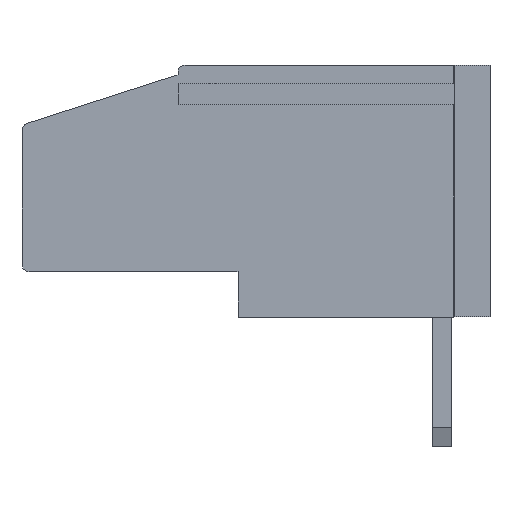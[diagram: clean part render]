
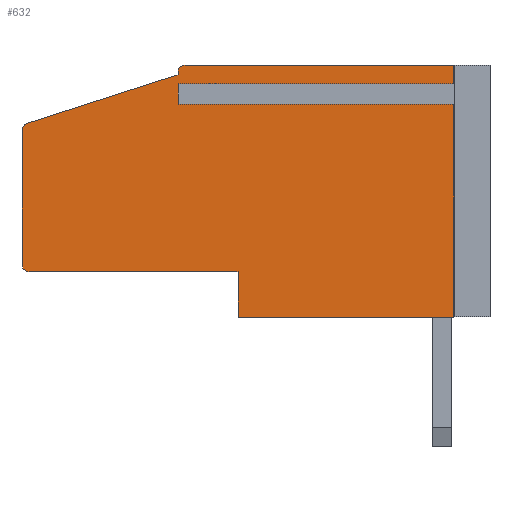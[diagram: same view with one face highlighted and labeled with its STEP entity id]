
A CAD part, left-side view. The second image highlights one B-rep face of the part: STEP entity #632.
In plain terms, the highlighted planar face has unit normal (-1, 0, 0).
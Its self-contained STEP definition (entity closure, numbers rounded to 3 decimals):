
#265 = DIRECTION ( 'NONE',  ( 0., 0., 1. ) ) ;
#267 = CARTESIAN_POINT ( 'NONE',  ( 0., 19.2, 1.9 ) ) ;
#351 = DIRECTION ( 'NONE',  ( -1., 0., 0. ) ) ;
#421 = DIRECTION ( 'NONE',  ( 0., -1., 0. ) ) ;
#509 = EDGE_CURVE ( 'NONE', #7416, #24171, #20701, .T. ) ;
#580 = EDGE_CURVE ( 'NONE', #6427, #13005, #6347, .T. ) ;
#632 = ADVANCED_FACE ( 'NONE', ( #20633 ), #9453, .F. ) ;
#862 = CARTESIAN_POINT ( 'NONE',  ( 0., 1.5, 9.502 ) ) ;
#1325 = CARTESIAN_POINT ( 'NONE',  ( 0., 19.5, 1.9 ) ) ;
#1506 = ORIENTED_EDGE ( 'NONE', *, *, #21154, .F. ) ;
#1697 = VERTEX_POINT ( 'NONE', #23756 ) ;
#1708 = VECTOR ( 'NONE', #1728, 1000. ) ;
#1728 = DIRECTION ( 'NONE',  ( 0., 0., -1. ) ) ;
#1828 = VERTEX_POINT ( 'NONE', #27607 ) ;
#3115 = EDGE_CURVE ( 'NONE', #24059, #14346, #12498, .T. ) ;
#3211 = VECTOR ( 'NONE', #3749, 1000. ) ;
#3604 = CARTESIAN_POINT ( 'NONE',  ( 0., 13., 10.2 ) ) ;
#3711 = VERTEX_POINT ( 'NONE', #15835 ) ;
#3749 = DIRECTION ( 'NONE',  ( 0., -0.952, 0.307 ) ) ;
#4105 = DIRECTION ( 'NONE',  ( 0., -1., 0. ) ) ;
#4181 = ORIENTED_EDGE ( 'NONE', *, *, #20398, .F. ) ;
#4185 = CARTESIAN_POINT ( 'NONE',  ( 0., 19.2, 2.2 ) ) ;
#4248 = DIRECTION ( 'NONE',  ( 0., 0., 1. ) ) ;
#4488 = CIRCLE ( 'NONE', #11524, 0.3 ) ;
#6242 = AXIS2_PLACEMENT_3D ( 'NONE', #4185, #19801, #8507 ) ;
#6347 = LINE ( 'NONE', #10738, #13146 ) ;
#6427 = VERTEX_POINT ( 'NONE', #28587 ) ;
#6449 = CARTESIAN_POINT ( 'NONE',  ( 0., 12.7, 10.5 ) ) ;
#6590 = VERTEX_POINT ( 'NONE', #28917 ) ;
#7343 = LINE ( 'NONE', #16318, #13230 ) ;
#7416 = VERTEX_POINT ( 'NONE', #24722 ) ;
#7869 = VECTOR ( 'NONE', #27188, 1000. ) ;
#8507 = DIRECTION ( 'NONE',  ( 0., 0., -1. ) ) ;
#8841 = VERTEX_POINT ( 'NONE', #24161 ) ;
#9261 = EDGE_CURVE ( 'NONE', #20426, #7416, #19599, .T. ) ;
#9426 = CARTESIAN_POINT ( 'NONE',  ( 0., 19.5, 0. ) ) ;
#9453 = PLANE ( 'NONE',  #16465 ) ;
#9576 = EDGE_CURVE ( 'NONE', #6590, #6427, #24321, .T. ) ;
#9910 = ORIENTED_EDGE ( 'NONE', *, *, #9261, .F. ) ;
#10318 = ORIENTED_EDGE ( 'NONE', *, *, #580, .F. ) ;
#10458 = CIRCLE ( 'NONE', #20332, 0.3 ) ;
#10738 = CARTESIAN_POINT ( 'NONE',  ( 0., 13., 9.098 ) ) ;
#10777 = VECTOR ( 'NONE', #28914, 1000. ) ;
#11071 = CARTESIAN_POINT ( 'NONE',  ( 0., 19.5, 2.2 ) ) ;
#11524 = AXIS2_PLACEMENT_3D ( 'NONE', #20173, #22546, #27316 ) ;
#11753 = VECTOR ( 'NONE', #20254, 1000. ) ;
#12129 = EDGE_LOOP ( 'NONE', ( #1506, #13289, #17106, #15728, #15113, #4181, #10318, #25738, #26834, #12747, #9910, #12527, #22378, #14902, #28679 ) ) ;
#12498 = LINE ( 'NONE', #1325, #12976 ) ;
#12527 = ORIENTED_EDGE ( 'NONE', *, *, #26050, .T. ) ;
#12747 = ORIENTED_EDGE ( 'NONE', *, *, #509, .F. ) ;
#12784 = EDGE_CURVE ( 'NONE', #8841, #1697, #24927, .T. ) ;
#12898 = LINE ( 'NONE', #17486, #1708 ) ;
#12976 = VECTOR ( 'NONE', #20161, 1000. ) ;
#13005 = VERTEX_POINT ( 'NONE', #15646 ) ;
#13146 = VECTOR ( 'NONE', #4105, 1000. ) ;
#13230 = VECTOR ( 'NONE', #265, 1000. ) ;
#13289 = ORIENTED_EDGE ( 'NONE', *, *, #25824, .T. ) ;
#13329 = EDGE_CURVE ( 'NONE', #8841, #24059, #7343, .T. ) ;
#13581 = VERTEX_POINT ( 'NONE', #11071 ) ;
#14058 = CARTESIAN_POINT ( 'NONE',  ( 0., 1.5, 10.5 ) ) ;
#14346 = VERTEX_POINT ( 'NONE', #267 ) ;
#14902 = ORIENTED_EDGE ( 'NONE', *, *, #24454, .F. ) ;
#15113 = ORIENTED_EDGE ( 'NONE', *, *, #12784, .T. ) ;
#15126 = CARTESIAN_POINT ( 'NONE',  ( 0., 19.5, 8. ) ) ;
#15453 = CARTESIAN_POINT ( 'NONE',  ( 0., 13., 9.502 ) ) ;
#15501 = DIRECTION ( 'NONE',  ( 0., 0., -1. ) ) ;
#15646 = CARTESIAN_POINT ( 'NONE',  ( 0., 1.5, 9.098 ) ) ;
#15728 = ORIENTED_EDGE ( 'NONE', *, *, #13329, .F. ) ;
#15835 = CARTESIAN_POINT ( 'NONE',  ( 0., 19.292, 8.067 ) ) ;
#15947 = LINE ( 'NONE', #22862, #17094 ) ;
#16318 = CARTESIAN_POINT ( 'NONE',  ( 0., 10.5, 1.9 ) ) ;
#16465 = AXIS2_PLACEMENT_3D ( 'NONE', #23200, #17989, #15501 ) ;
#17094 = VECTOR ( 'NONE', #24961, 1000. ) ;
#17106 = ORIENTED_EDGE ( 'NONE', *, *, #3115, .F. ) ;
#17402 = CARTESIAN_POINT ( 'NONE',  ( 0., 19.5, 10.5 ) ) ;
#17486 = CARTESIAN_POINT ( 'NONE',  ( 0., 1.5, 10.5 ) ) ;
#17989 = DIRECTION ( 'NONE',  ( 1., 0., 0. ) ) ;
#18186 = EDGE_CURVE ( 'NONE', #6590, #24171, #15947, .T. ) ;
#18187 = DIRECTION ( 'NONE',  ( 0., 0., -1. ) ) ;
#18405 = CARTESIAN_POINT ( 'NONE',  ( 0., 19.5, 7.782 ) ) ;
#18493 = VERTEX_POINT ( 'NONE', #3604 ) ;
#19599 = LINE ( 'NONE', #17402, #21566 ) ;
#19801 = DIRECTION ( 'NONE',  ( -1., 0., 0. ) ) ;
#20161 = DIRECTION ( 'NONE',  ( 0., 1., 0. ) ) ;
#20173 = CARTESIAN_POINT ( 'NONE',  ( 0., 19.2, 7.782 ) ) ;
#20254 = DIRECTION ( 'NONE',  ( 0., 0., -1. ) ) ;
#20332 = AXIS2_PLACEMENT_3D ( 'NONE', #27101, #351, #18187 ) ;
#20398 = EDGE_CURVE ( 'NONE', #13005, #1697, #12898, .T. ) ;
#20426 = VERTEX_POINT ( 'NONE', #6449 ) ;
#20633 = FACE_OUTER_BOUND ( 'NONE', #12129, .T. ) ;
#20701 = LINE ( 'NONE', #14058, #11753 ) ;
#21154 = EDGE_CURVE ( 'NONE', #13581, #29025, #27018, .T. ) ;
#21566 = VECTOR ( 'NONE', #28357, 1000. ) ;
#22254 = CARTESIAN_POINT ( 'NONE',  ( 0., 10.5, 1.9 ) ) ;
#22378 = ORIENTED_EDGE ( 'NONE', *, *, #22943, .F. ) ;
#22415 = VECTOR ( 'NONE', #4248, 1000. ) ;
#22546 = DIRECTION ( 'NONE',  ( -1., 0., 0. ) ) ;
#22862 = CARTESIAN_POINT ( 'NONE',  ( 0., 13., 9.502 ) ) ;
#22943 = EDGE_CURVE ( 'NONE', #1828, #18493, #24660, .T. ) ;
#23200 = CARTESIAN_POINT ( 'NONE',  ( 0., 19.5, 10.5 ) ) ;
#23756 = CARTESIAN_POINT ( 'NONE',  ( 0., 1.5, 0. ) ) ;
#24059 = VERTEX_POINT ( 'NONE', #22254 ) ;
#24161 = CARTESIAN_POINT ( 'NONE',  ( 0., 10.5, 0. ) ) ;
#24171 = VERTEX_POINT ( 'NONE', #862 ) ;
#24321 = LINE ( 'NONE', #15453, #10777 ) ;
#24454 = EDGE_CURVE ( 'NONE', #3711, #1828, #26521, .T. ) ;
#24600 = CIRCLE ( 'NONE', #6242, 0.3 ) ;
#24660 = LINE ( 'NONE', #27866, #7869 ) ;
#24722 = CARTESIAN_POINT ( 'NONE',  ( 0., 1.5, 10.5 ) ) ;
#24770 = CARTESIAN_POINT ( 'NONE',  ( 0., 19.5, 10.5 ) ) ;
#24927 = LINE ( 'NONE', #9426, #27466 ) ;
#24961 = DIRECTION ( 'NONE',  ( 0., -1., 0. ) ) ;
#25738 = ORIENTED_EDGE ( 'NONE', *, *, #9576, .F. ) ;
#25824 = EDGE_CURVE ( 'NONE', #13581, #14346, #24600, .T. ) ;
#26050 = EDGE_CURVE ( 'NONE', #20426, #18493, #10458, .T. ) ;
#26521 = LINE ( 'NONE', #15126, #3211 ) ;
#26834 = ORIENTED_EDGE ( 'NONE', *, *, #18186, .T. ) ;
#27018 = LINE ( 'NONE', #24770, #22415 ) ;
#27101 = CARTESIAN_POINT ( 'NONE',  ( 0., 12.7, 10.2 ) ) ;
#27188 = DIRECTION ( 'NONE',  ( 0., 0., 1. ) ) ;
#27316 = DIRECTION ( 'NONE',  ( 0., 0., -1. ) ) ;
#27466 = VECTOR ( 'NONE', #421, 1000. ) ;
#27607 = CARTESIAN_POINT ( 'NONE',  ( 0., 13., 10.1 ) ) ;
#27866 = CARTESIAN_POINT ( 'NONE',  ( 0., 13., 10.1 ) ) ;
#28357 = DIRECTION ( 'NONE',  ( 0., -1., 0. ) ) ;
#28587 = CARTESIAN_POINT ( 'NONE',  ( 0., 13., 9.098 ) ) ;
#28679 = ORIENTED_EDGE ( 'NONE', *, *, #29019, .T. ) ;
#28914 = DIRECTION ( 'NONE',  ( 0., 0., -1. ) ) ;
#28917 = CARTESIAN_POINT ( 'NONE',  ( 0., 13., 9.502 ) ) ;
#29019 = EDGE_CURVE ( 'NONE', #3711, #29025, #4488, .T. ) ;
#29025 = VERTEX_POINT ( 'NONE', #18405 ) ;
